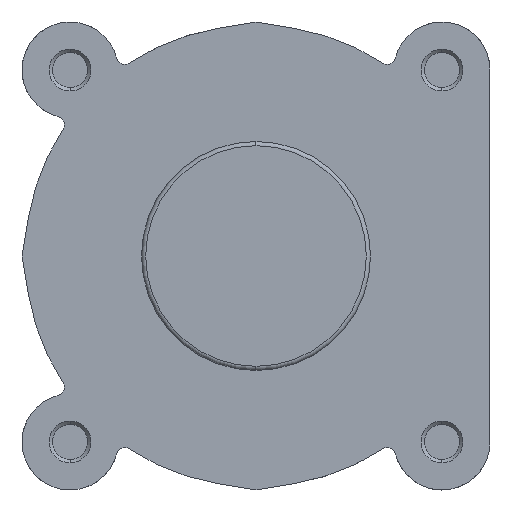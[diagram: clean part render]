
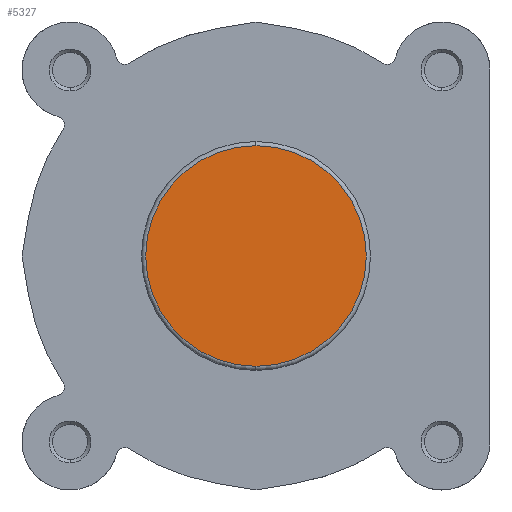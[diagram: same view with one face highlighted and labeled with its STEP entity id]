
A CAD part, left-side view. The second image highlights one B-rep face of the part: STEP entity #5327.
In plain terms, the highlighted planar face has unit normal (-1, 0, 0).
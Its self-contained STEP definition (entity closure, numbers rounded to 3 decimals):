
#19 = EDGE_CURVE ( 'NONE', #5139, #1209, #5946, .T. ) ;
#124 = EDGE_CURVE ( 'NONE', #1209, #5139, #6089, .T. ) ;
#559 = AXIS2_PLACEMENT_3D ( 'NONE', #1355, #1356, #1357 ) ;
#624 = AXIS2_PLACEMENT_3D ( 'NONE', #1623, #1630, #1631 ) ;
#1027 = AXIS2_PLACEMENT_3D ( 'NONE', #4502, #4511, #4512 ) ;
#1209 = VERTEX_POINT ( 'NONE', #2836 ) ;
#1355 = CARTESIAN_POINT ( 'NONE',  ( 0., 0., 0. ) ) ;
#1356 = DIRECTION ( 'NONE',  ( -1., 0., 0. ) ) ;
#1357 = DIRECTION ( 'NONE',  ( 0., 0., -1. ) ) ;
#1623 = CARTESIAN_POINT ( 'NONE',  ( 0., 0., 0. ) ) ;
#1630 = DIRECTION ( 'NONE',  ( -1., 0., 0. ) ) ;
#1631 = DIRECTION ( 'NONE',  ( 0., 0., -1. ) ) ;
#2836 = CARTESIAN_POINT ( 'NONE',  ( 0., 0., -26.4 ) ) ;
#3084 = CARTESIAN_POINT ( 'NONE',  ( 0., 0., 26.4 ) ) ;
#4221 = FACE_OUTER_BOUND ( 'NONE', #7293, .T. ) ;
#4481 = PLANE ( 'NONE',  #1027 ) ;
#4502 = CARTESIAN_POINT ( 'NONE',  ( 0., 27.4, 0. ) ) ;
#4511 = DIRECTION ( 'NONE',  ( 1., 0., 0. ) ) ;
#4512 = DIRECTION ( 'NONE',  ( 0., 0., -1. ) ) ;
#5139 = VERTEX_POINT ( 'NONE', #3084 ) ;
#5327 = ADVANCED_FACE ( 'NONE', ( #4221 ), #4481, .F. ) ;
#5725 = ORIENTED_EDGE ( 'NONE', *, *, #19, .T. ) ;
#5726 = ORIENTED_EDGE ( 'NONE', *, *, #124, .T. ) ;
#5946 = CIRCLE ( 'NONE', #559, 26.4 ) ;
#6089 = CIRCLE ( 'NONE', #624, 26.4 ) ;
#7293 = EDGE_LOOP ( 'NONE', ( #5726, #5725 ) ) ;
